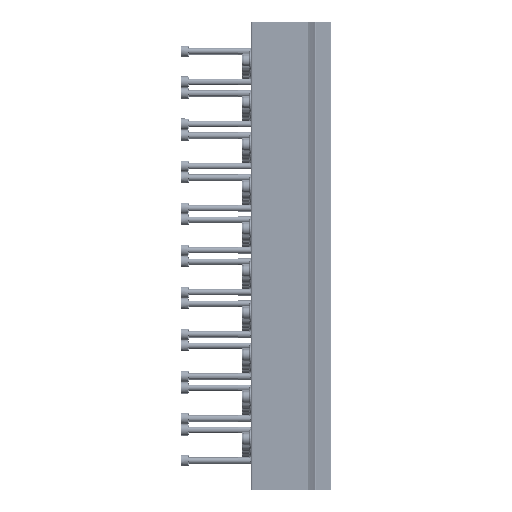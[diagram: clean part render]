
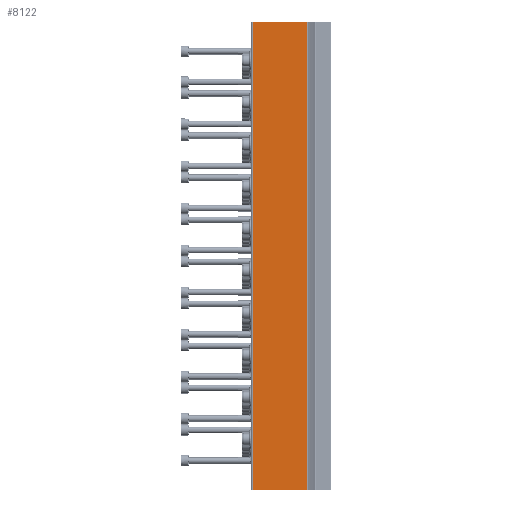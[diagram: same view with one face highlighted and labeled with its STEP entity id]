
A CAD part, left-side view. The second image highlights one B-rep face of the part: STEP entity #8122.
In plain terms, the highlighted planar face has unit normal (-1, 0, 0).
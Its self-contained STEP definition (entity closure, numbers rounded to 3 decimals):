
#391=PLANE('',#8728);
#1266=ORIENTED_EDGE('',*,*,#3354,.F.);
#1267=ORIENTED_EDGE('',*,*,#3353,.F.);
#1268=ORIENTED_EDGE('',*,*,#3355,.T.);
#1269=ORIENTED_EDGE('',*,*,#3356,.T.);
#3353=EDGE_CURVE('',#4397,#4395,#5141,.T.);
#3354=EDGE_CURVE('',#4395,#4398,#5142,.T.);
#3355=EDGE_CURVE('',#4397,#4399,#5143,.T.);
#3356=EDGE_CURVE('',#4399,#4398,#5144,.T.);
#4395=VERTEX_POINT('',#13197);
#4397=VERTEX_POINT('',#13201);
#4398=VERTEX_POINT('',#13205);
#4399=VERTEX_POINT('',#13207);
#5141=LINE('',#13202,#5659);
#5142=LINE('',#13204,#5660);
#5143=LINE('',#13206,#5661);
#5144=LINE('',#13208,#5662);
#5659=VECTOR('',#9815,1000.);
#5660=VECTOR('',#9818,1000.);
#5661=VECTOR('',#9819,1000.);
#5662=VECTOR('',#9820,1000.);
#6197=EDGE_LOOP('',(#1266,#1267,#1268,#1269));
#7091=FACE_BOUND('',#6197,.T.);
#8122=ADVANCED_FACE('',(#7091),#391,.T.);
#8728=AXIS2_PLACEMENT_3D('',#13203,#9816,#9817);
#9815=DIRECTION('',(0.,0.,1.));
#9816=DIRECTION('',(-1.,0.,0.));
#9817=DIRECTION('',(0.,0.,1.));
#9818=DIRECTION('',(0.,-1.,0.));
#9819=DIRECTION('',(0.,-1.,0.));
#9820=DIRECTION('',(0.,0.,1.));
#13197=CARTESIAN_POINT('',(-72.,59.5,0.));
#13201=CARTESIAN_POINT('',(-72.,59.5,-356.));
#13202=CARTESIAN_POINT('',(-72.,59.5,-356.));
#13203=CARTESIAN_POINT('',(-72.,59.5,-356.));
#13204=CARTESIAN_POINT('',(-72.,59.5,0.));
#13205=CARTESIAN_POINT('',(-72.,18.514,0.));
#13206=CARTESIAN_POINT('',(-72.,59.5,-356.));
#13207=CARTESIAN_POINT('',(-72.,18.514,-356.));
#13208=CARTESIAN_POINT('',(-72.,18.514,-356.));
